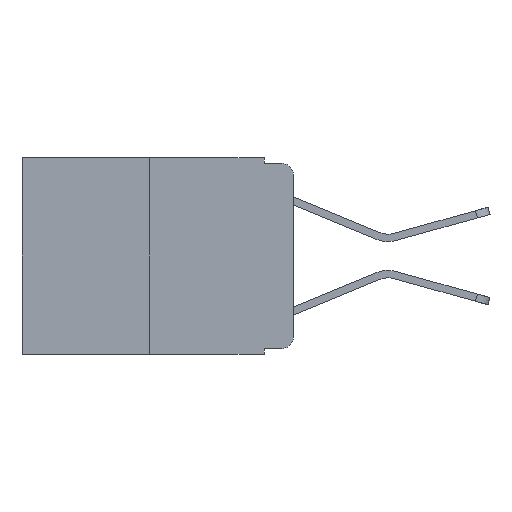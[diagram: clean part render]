
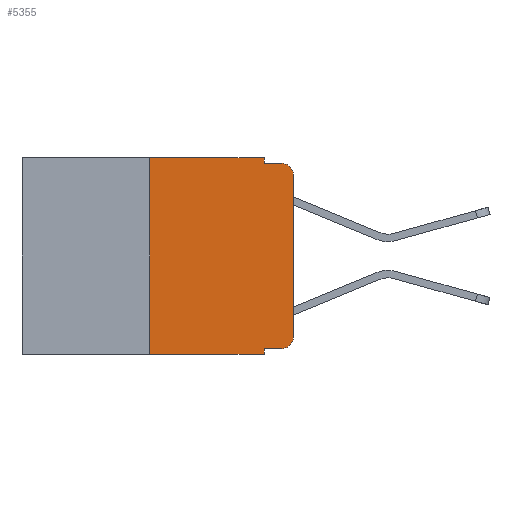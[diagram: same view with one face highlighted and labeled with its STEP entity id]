
A CAD part, left-side view. The second image highlights one B-rep face of the part: STEP entity #5355.
In plain terms, the highlighted planar face has unit normal (-1, 0, 0).
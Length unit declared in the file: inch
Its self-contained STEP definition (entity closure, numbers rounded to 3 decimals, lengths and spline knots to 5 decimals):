
#58 = VERTEX_POINT ( 'NONE', #4055 ) ;
#145 = AXIS2_PLACEMENT_3D ( 'NONE', #4684, #11648, #5762 ) ;
#213 = VECTOR ( 'NONE', #3961, 39.37008 ) ;
#225 = CARTESIAN_POINT ( 'NONE',  ( 0., 0.051, -0.01 ) ) ;
#662 = ORIENTED_EDGE ( 'NONE', *, *, #6043, .F. ) ;
#713 = ORIENTED_EDGE ( 'NONE', *, *, #1577, .F. ) ;
#789 = VERTEX_POINT ( 'NONE', #5115 ) ;
#796 = EDGE_CURVE ( 'NONE', #9479, #12112, #6712, .T. ) ;
#1023 = CARTESIAN_POINT ( 'NONE',  ( 0., 0.473, 0. ) ) ;
#1178 = DIRECTION ( 'NONE',  ( -1., 0., 0. ) ) ;
#1551 = DIRECTION ( 'NONE',  ( 1., 0., 0. ) ) ;
#1577 = EDGE_CURVE ( 'NONE', #3473, #1641, #12898, .T. ) ;
#1641 = VERTEX_POINT ( 'NONE', #225 ) ;
#1866 = VERTEX_POINT ( 'NONE', #8171 ) ;
#2267 = EDGE_LOOP ( 'NONE', ( #8533, #5849, #7152, #713, #7897, #13038, #5532, #662, #5970, #10759 ) ) ;
#2335 = EDGE_CURVE ( 'NONE', #1641, #3838, #6345, .T. ) ;
#2690 = CARTESIAN_POINT ( 'NONE',  ( 0., 0.051, -0.01 ) ) ;
#3072 = EDGE_CURVE ( 'NONE', #5417, #3838, #9877, .T. ) ;
#3087 = DIRECTION ( 'NONE',  ( 0., -1., 0. ) ) ;
#3244 = CARTESIAN_POINT ( 'NONE',  ( 0., 0.473, -0.343 ) ) ;
#3250 = DIRECTION ( 'NONE',  ( 0., 0., -1. ) ) ;
#3473 = VERTEX_POINT ( 'NONE', #9638 ) ;
#3497 = VECTOR ( 'NONE', #6972, 39.37008 ) ;
#3652 = CARTESIAN_POINT ( 'NONE',  ( 0., 0.25, 0. ) ) ;
#3769 = EDGE_CURVE ( 'NONE', #789, #5417, #5638, .T. ) ;
#3838 = VERTEX_POINT ( 'NONE', #4821 ) ;
#3841 = EDGE_CURVE ( 'NONE', #12112, #3473, #7416, .T. ) ;
#3961 = DIRECTION ( 'NONE',  ( 0., 0., 1. ) ) ;
#4055 = CARTESIAN_POINT ( 'NONE',  ( 0., 0.051, -0.333 ) ) ;
#4544 = CARTESIAN_POINT ( 'NONE',  ( 0., 0.25, -0.343 ) ) ;
#4629 = VECTOR ( 'NONE', #11335, 39.37008 ) ;
#4632 = VECTOR ( 'NONE', #9637, 39.37008 ) ;
#4684 = CARTESIAN_POINT ( 'NONE',  ( 0., 0.02, -0.313 ) ) ;
#4821 = CARTESIAN_POINT ( 'NONE',  ( 0., 0.02, -0.01 ) ) ;
#4894 = CARTESIAN_POINT ( 'NONE',  ( 0., 0.051, -0.343 ) ) ;
#5050 = VECTOR ( 'NONE', #9750, 39.37008 ) ;
#5065 = DIRECTION ( 'NONE',  ( 0., 0., -1. ) ) ;
#5115 = CARTESIAN_POINT ( 'NONE',  ( 0., 0., -0.313 ) ) ;
#5355 = ADVANCED_FACE ( 'NONE', ( #6926 ), #9819, .F. ) ;
#5417 = VERTEX_POINT ( 'NONE', #9943 ) ;
#5532 = ORIENTED_EDGE ( 'NONE', *, *, #6813, .T. ) ;
#5551 = LINE ( 'NONE', #7438, #10237 ) ;
#5638 = LINE ( 'NONE', #10249, #10618 ) ;
#5762 = DIRECTION ( 'NONE',  ( 0., 0., -1. ) ) ;
#5779 = DIRECTION ( 'NONE',  ( 0., 0., 1. ) ) ;
#5849 = ORIENTED_EDGE ( 'NONE', *, *, #3072, .T. ) ;
#5970 = ORIENTED_EDGE ( 'NONE', *, *, #12711, .T. ) ;
#6043 = EDGE_CURVE ( 'NONE', #58, #11546, #5551, .T. ) ;
#6345 = LINE ( 'NONE', #2690, #3497 ) ;
#6712 = LINE ( 'NONE', #7487, #213 ) ;
#6762 = CARTESIAN_POINT ( 'NONE',  ( 0., 0.02, -0.03 ) ) ;
#6813 = EDGE_CURVE ( 'NONE', #9479, #11546, #7726, .T. ) ;
#6926 = FACE_OUTER_BOUND ( 'NONE', #2267, .T. ) ;
#6972 = DIRECTION ( 'NONE',  ( 0., -1., 0. ) ) ;
#7152 = ORIENTED_EDGE ( 'NONE', *, *, #2335, .F. ) ;
#7218 = AXIS2_PLACEMENT_3D ( 'NONE', #7918, #1551, #8901 ) ;
#7416 = LINE ( 'NONE', #1023, #4632 ) ;
#7438 = CARTESIAN_POINT ( 'NONE',  ( 0., 0.051, 0. ) ) ;
#7487 = CARTESIAN_POINT ( 'NONE',  ( 0., 0.25, 0. ) ) ;
#7574 = LINE ( 'NONE', #8302, #12398 ) ;
#7726 = LINE ( 'NONE', #3244, #4629 ) ;
#7897 = ORIENTED_EDGE ( 'NONE', *, *, #3841, .F. ) ;
#7918 = CARTESIAN_POINT ( 'NONE',  ( 0., 0.473, 0. ) ) ;
#8171 = CARTESIAN_POINT ( 'NONE',  ( 0., 0.02, -0.333 ) ) ;
#8302 = CARTESIAN_POINT ( 'NONE',  ( 0., 0.051, -0.333 ) ) ;
#8533 = ORIENTED_EDGE ( 'NONE', *, *, #3769, .T. ) ;
#8901 = DIRECTION ( 'NONE',  ( 0., 0., -1. ) ) ;
#9479 = VERTEX_POINT ( 'NONE', #4544 ) ;
#9637 = DIRECTION ( 'NONE',  ( 0., -1., 0. ) ) ;
#9638 = CARTESIAN_POINT ( 'NONE',  ( 0., 0.051, 0. ) ) ;
#9750 = DIRECTION ( 'NONE',  ( 0., 0., -1. ) ) ;
#9764 = CARTESIAN_POINT ( 'NONE',  ( 0., 0.051, 0. ) ) ;
#9819 = PLANE ( 'NONE',  #7218 ) ;
#9877 = CIRCLE ( 'NONE', #12997, 0.02 ) ;
#9943 = CARTESIAN_POINT ( 'NONE',  ( 0., 0., -0.03 ) ) ;
#10237 = VECTOR ( 'NONE', #3250, 39.37008 ) ;
#10249 = CARTESIAN_POINT ( 'NONE',  ( 0., 0., 0. ) ) ;
#10618 = VECTOR ( 'NONE', #5779, 39.37008 ) ;
#10759 = ORIENTED_EDGE ( 'NONE', *, *, #12084, .T. ) ;
#11249 = CIRCLE ( 'NONE', #145, 0.02 ) ;
#11335 = DIRECTION ( 'NONE',  ( 0., -1., 0. ) ) ;
#11546 = VERTEX_POINT ( 'NONE', #4894 ) ;
#11648 = DIRECTION ( 'NONE',  ( -1., 0., 0. ) ) ;
#12084 = EDGE_CURVE ( 'NONE', #1866, #789, #11249, .T. ) ;
#12112 = VERTEX_POINT ( 'NONE', #3652 ) ;
#12398 = VECTOR ( 'NONE', #3087, 39.37008 ) ;
#12711 = EDGE_CURVE ( 'NONE', #58, #1866, #7574, .T. ) ;
#12898 = LINE ( 'NONE', #9764, #5050 ) ;
#12997 = AXIS2_PLACEMENT_3D ( 'NONE', #6762, #1178, #5065 ) ;
#13038 = ORIENTED_EDGE ( 'NONE', *, *, #796, .F. ) ;
